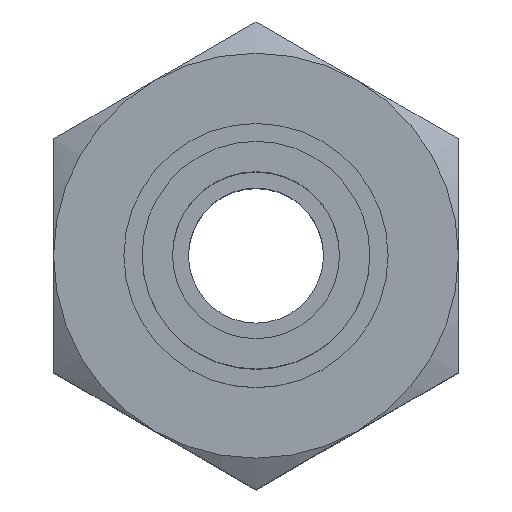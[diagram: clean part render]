
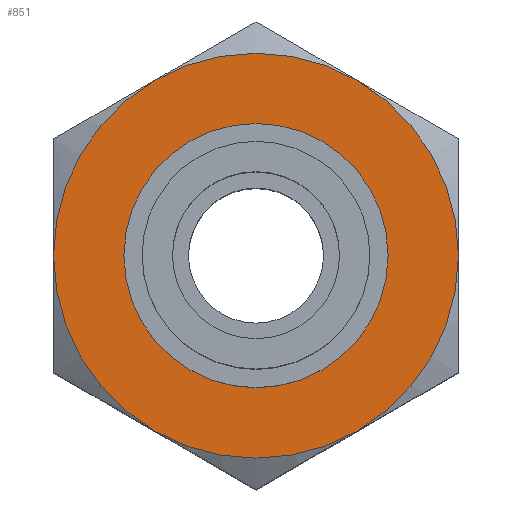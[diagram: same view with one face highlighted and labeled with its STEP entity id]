
A CAD part, top view. The second image highlights one B-rep face of the part: STEP entity #851.
In plain terms, the highlighted planar face has unit normal (0, 0, 1).
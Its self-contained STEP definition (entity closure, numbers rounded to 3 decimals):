
#46=PLANE('',#931);
#62=CIRCLE('',#873,12.);
#63=CIRCLE('',#875,12.);
#64=CIRCLE('',#877,12.);
#65=CIRCLE('',#879,12.);
#66=CIRCLE('',#881,12.);
#67=CIRCLE('',#883,12.);
#77=CIRCLE('',#901,7.25);
#173=ORIENTED_EDGE('',*,*,#269,.T.);
#174=ORIENTED_EDGE('',*,*,#234,.F.);
#175=ORIENTED_EDGE('',*,*,#236,.F.);
#176=ORIENTED_EDGE('',*,*,#242,.F.);
#177=ORIENTED_EDGE('',*,*,#247,.F.);
#178=ORIENTED_EDGE('',*,*,#241,.F.);
#179=ORIENTED_EDGE('',*,*,#232,.F.);
#232=EDGE_CURVE('',#298,#296,#62,.T.);
#234=EDGE_CURVE('',#300,#298,#63,.T.);
#236=EDGE_CURVE('',#301,#300,#64,.T.);
#241=EDGE_CURVE('',#296,#303,#65,.T.);
#242=EDGE_CURVE('',#305,#301,#66,.T.);
#247=EDGE_CURVE('',#303,#305,#67,.T.);
#269=EDGE_CURVE('',#323,#323,#77,.F.);
#296=VERTEX_POINT('',#1123);
#298=VERTEX_POINT('',#1129);
#300=VERTEX_POINT('',#1137);
#301=VERTEX_POINT('',#1145);
#303=VERTEX_POINT('',#1160);
#305=VERTEX_POINT('',#1169);
#323=VERTEX_POINT('',#1271);
#414=EDGE_LOOP('',(#173));
#415=EDGE_LOOP('',(#174,#175,#176,#177,#178,#179));
#482=FACE_BOUND('',#414,.T.);
#483=FACE_BOUND('',#415,.T.);
#851=ADVANCED_FACE('',(#482,#483),#46,.T.);
#873=AXIS2_PLACEMENT_3D('',#1130,#955,#956);
#875=AXIS2_PLACEMENT_3D('',#1138,#959,#960);
#877=AXIS2_PLACEMENT_3D('',#1144,#963,#964);
#879=AXIS2_PLACEMENT_3D('',#1166,#967,#968);
#881=AXIS2_PLACEMENT_3D('',#1168,#971,#972);
#883=AXIS2_PLACEMENT_3D('',#1189,#975,#976);
#901=AXIS2_PLACEMENT_3D('',#1270,#1011,#1012);
#931=AXIS2_PLACEMENT_3D('',#1315,#1071,#1072);
#955=DIRECTION('',(0.,0.,-1.));
#956=DIRECTION('',(-1.,0.,0.));
#959=DIRECTION('',(0.,0.,-1.));
#960=DIRECTION('',(-1.,0.,0.));
#963=DIRECTION('',(0.,0.,-1.));
#964=DIRECTION('',(-1.,0.,0.));
#967=DIRECTION('',(0.,0.,-1.));
#968=DIRECTION('',(-1.,0.,0.));
#971=DIRECTION('',(0.,0.,-1.));
#972=DIRECTION('',(-1.,0.,0.));
#975=DIRECTION('',(0.,0.,-1.));
#976=DIRECTION('',(-1.,0.,0.));
#1011=DIRECTION('',(0.,0.,1.));
#1012=DIRECTION('',(1.,0.,0.));
#1071=DIRECTION('',(0.,0.,1.));
#1072=DIRECTION('',(1.,0.,0.));
#1123=CARTESIAN_POINT('',(12.,0.,-18.));
#1129=CARTESIAN_POINT('',(6.,10.392,-18.));
#1130=CARTESIAN_POINT('',(0.,0.,-18.));
#1137=CARTESIAN_POINT('',(-6.,10.392,-18.));
#1138=CARTESIAN_POINT('',(0.,0.,-18.));
#1144=CARTESIAN_POINT('',(0.,0.,-18.));
#1145=CARTESIAN_POINT('',(-12.,0.,-18.));
#1160=CARTESIAN_POINT('',(6.,-10.392,-18.));
#1166=CARTESIAN_POINT('',(0.,0.,-18.));
#1168=CARTESIAN_POINT('',(0.,0.,-18.));
#1169=CARTESIAN_POINT('',(-6.,-10.392,-18.));
#1189=CARTESIAN_POINT('',(0.,0.,-18.));
#1270=CARTESIAN_POINT('',(0.,0.,-18.));
#1271=CARTESIAN_POINT('',(7.25,0.,-18.));
#1315=CARTESIAN_POINT('',(0.,12.,-18.));
